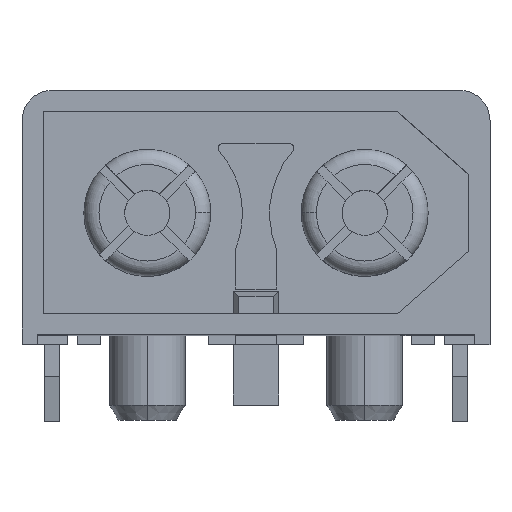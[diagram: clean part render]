
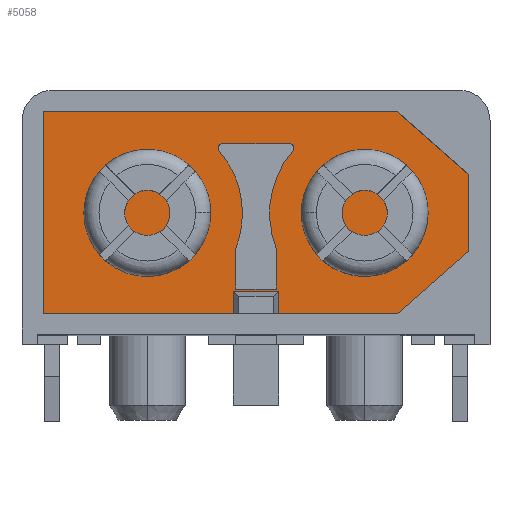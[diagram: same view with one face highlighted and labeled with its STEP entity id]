
A CAD part, top view. The second image highlights one B-rep face of the part: STEP entity #5058.
In plain terms, the highlighted planar face has unit normal (0, 0, 1).
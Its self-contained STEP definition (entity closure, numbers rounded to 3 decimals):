
#35 = ORIENTED_EDGE ( 'NONE', *, *, #3121, .F. ) ;
#50 = VERTEX_POINT ( 'NONE', #6980 ) ;
#77 = DIRECTION ( 'NONE',  ( -1., 0., 0. ) ) ;
#81 = VERTEX_POINT ( 'NONE', #3787 ) ;
#144 = DIRECTION ( 'NONE',  ( 0., 0., -1. ) ) ;
#241 = CIRCLE ( 'NONE', #3814, 0.15 ) ;
#247 = LINE ( 'NONE', #4453, #1874 ) ;
#321 = EDGE_CURVE ( 'NONE', #50, #1352, #4152, .T. ) ;
#341 = EDGE_CURVE ( 'NONE', #4177, #1014, #3631, .T. ) ;
#356 = CARTESIAN_POINT ( 'NONE',  ( 7.05, -1.125, -7.7 ) ) ;
#391 = CARTESIAN_POINT ( 'NONE',  ( 4.688, 3.5, -7.7 ) ) ;
#510 = CARTESIAN_POINT ( 'NONE',  ( 4.688, -3.2, -7.7 ) ) ;
#590 = CARTESIAN_POINT ( 'NONE',  ( 1.251, 2.305, -7.7 ) ) ;
#643 = ORIENTED_EDGE ( 'NONE', *, *, #341, .T. ) ;
#663 = CARTESIAN_POINT ( 'NONE',  ( 1.215, 2.207, -7.7 ) ) ;
#673 = CARTESIAN_POINT ( 'NONE',  ( 0.672, -2.364, -7.7 ) ) ;
#682 = AXIS2_PLACEMENT_3D ( 'NONE', #3275, #6073, #1550 ) ;
#767 = ORIENTED_EDGE ( 'NONE', *, *, #3534, .T. ) ;
#774 = LINE ( 'NONE', #1115, #6007 ) ;
#851 = ORIENTED_EDGE ( 'NONE', *, *, #7115, .F. ) ;
#856 = VECTOR ( 'NONE', #3672, 1000. ) ;
#980 = CARTESIAN_POINT ( 'NONE',  ( -1.101, 2.455, -7.7 ) ) ;
#1014 = VERTEX_POINT ( 'NONE', #6748 ) ;
#1024 = CIRCLE ( 'NONE', #2626, 0.15 ) ;
#1115 = CARTESIAN_POINT ( 'NONE',  ( 4.688, 3.5, -7.7 ) ) ;
#1185 = CARTESIAN_POINT ( 'NONE',  ( -0.672, -2.364, -7.7 ) ) ;
#1234 = ORIENTED_EDGE ( 'NONE', *, *, #321, .T. ) ;
#1290 = VERTEX_POINT ( 'NONE', #980 ) ;
#1352 = VERTEX_POINT ( 'NONE', #2571 ) ;
#1368 = VERTEX_POINT ( 'NONE', #6590 ) ;
#1382 = CARTESIAN_POINT ( 'NONE',  ( -0.672, -2.364, -7.7 ) ) ;
#1550 = DIRECTION ( 'NONE',  ( 1., 0., 0. ) ) ;
#1551 = ORIENTED_EDGE ( 'NONE', *, *, #3077, .F. ) ;
#1626 = EDGE_CURVE ( 'NONE', #2560, #81, #241, .T. ) ;
#1634 = EDGE_LOOP ( 'NONE', ( #3764, #3995, #1234, #767, #6885, #643 ) ) ;
#1651 = CIRCLE ( 'NONE', #5630, 3.15 ) ;
#1791 = DIRECTION ( 'NONE',  ( -1., 0., 0. ) ) ;
#1874 = VECTOR ( 'NONE', #6161, 1000. ) ;
#1971 = CARTESIAN_POINT ( 'NONE',  ( -1.101, 2.305, -7.7 ) ) ;
#2144 = CARTESIAN_POINT ( 'NONE',  ( -0.672, -1.011, -7.7 ) ) ;
#2278 = VECTOR ( 'NONE', #5460, 1000. ) ;
#2344 = CARTESIAN_POINT ( 'NONE',  ( 3.6, 0.15, -7.7 ) ) ;
#2560 = VERTEX_POINT ( 'NONE', #590 ) ;
#2571 = CARTESIAN_POINT ( 'NONE',  ( 7.05, 1.425, -7.7 ) ) ;
#2578 = VECTOR ( 'NONE', #5854, 1000. ) ;
#2607 = EDGE_CURVE ( 'NONE', #6199, #4177, #3215, .T. ) ;
#2626 = AXIS2_PLACEMENT_3D ( 'NONE', #1971, #3152, #3701 ) ;
#2627 = CARTESIAN_POINT ( 'NONE',  ( 0., 0., -7.7 ) ) ;
#2756 = CIRCLE ( 'NONE', #682, 3.15 ) ;
#2887 = CARTESIAN_POINT ( 'NONE',  ( -3.6, 0.15, -7.7 ) ) ;
#2899 = DIRECTION ( 'NONE',  ( 0., 0., -1. ) ) ;
#2929 = CIRCLE ( 'NONE', #5200, 3.15 ) ;
#3077 = EDGE_CURVE ( 'NONE', #81, #1290, #4417, .T. ) ;
#3121 = EDGE_CURVE ( 'NONE', #1290, #1368, #1024, .T. ) ;
#3122 = CARTESIAN_POINT ( 'NONE',  ( -7.05, 3.5, -7.7 ) ) ;
#3127 = ORIENTED_EDGE ( 'NONE', *, *, #4490, .F. ) ;
#3152 = DIRECTION ( 'NONE',  ( 0., 0., 1. ) ) ;
#3164 = VERTEX_POINT ( 'NONE', #5764 ) ;
#3215 = LINE ( 'NONE', #6293, #4517 ) ;
#3275 = CARTESIAN_POINT ( 'NONE',  ( -3.6, 0.15, -7.7 ) ) ;
#3284 = VECTOR ( 'NONE', #5316, 1000. ) ;
#3305 = DIRECTION ( 'NONE',  ( -0.751, 0.66, 0. ) ) ;
#3402 = LINE ( 'NONE', #5485, #2278 ) ;
#3439 = LINE ( 'NONE', #1382, #5466 ) ;
#3477 = DIRECTION ( 'NONE',  ( -1., 0., 0. ) ) ;
#3534 = EDGE_CURVE ( 'NONE', #1352, #6199, #774, .T. ) ;
#3565 = CARTESIAN_POINT ( 'NONE',  ( 1.101, 2.305, -7.7 ) ) ;
#3631 = LINE ( 'NONE', #3122, #6776 ) ;
#3659 = DIRECTION ( 'NONE',  ( 0., 0., 1. ) ) ;
#3668 = VERTEX_POINT ( 'NONE', #663 ) ;
#3672 = DIRECTION ( 'NONE',  ( 0., 1., 0. ) ) ;
#3701 = DIRECTION ( 'NONE',  ( 1., 0., 0. ) ) ;
#3764 = ORIENTED_EDGE ( 'NONE', *, *, #7200, .T. ) ;
#3787 = CARTESIAN_POINT ( 'NONE',  ( 1.101, 2.455, -7.7 ) ) ;
#3814 = AXIS2_PLACEMENT_3D ( 'NONE', #3565, #3659, #6931 ) ;
#3823 = DIRECTION ( 'NONE',  ( -1., 0., 0. ) ) ;
#3865 = ORIENTED_EDGE ( 'NONE', *, *, #5242, .F. ) ;
#3995 = ORIENTED_EDGE ( 'NONE', *, *, #6809, .T. ) ;
#4002 = EDGE_CURVE ( 'NONE', #4524, #5765, #247, .T. ) ;
#4005 = LINE ( 'NONE', #5815, #5077 ) ;
#4044 = FACE_OUTER_BOUND ( 'NONE', #1634, .T. ) ;
#4152 = LINE ( 'NONE', #356, #856 ) ;
#4153 = EDGE_CURVE ( 'NONE', #3164, #3668, #2929, .T. ) ;
#4177 = VERTEX_POINT ( 'NONE', #6427 ) ;
#4386 = CIRCLE ( 'NONE', #5400, 0.15 ) ;
#4417 = LINE ( 'NONE', #6938, #3284 ) ;
#4453 = CARTESIAN_POINT ( 'NONE',  ( -0.672, -2.364, -7.7 ) ) ;
#4490 = EDGE_CURVE ( 'NONE', #1368, #5976, #2756, .T. ) ;
#4517 = VECTOR ( 'NONE', #3477, 1000. ) ;
#4524 = VERTEX_POINT ( 'NONE', #1185 ) ;
#4536 = CARTESIAN_POINT ( 'NONE',  ( 1.101, 2.305, -7.7 ) ) ;
#4798 = AXIS2_PLACEMENT_3D ( 'NONE', #2627, #4953, #3823 ) ;
#4808 = ORIENTED_EDGE ( 'NONE', *, *, #4840, .F. ) ;
#4840 = EDGE_CURVE ( 'NONE', #5079, #4524, #3439, .T. ) ;
#4856 = PLANE ( 'NONE',  #4798 ) ;
#4879 = EDGE_CURVE ( 'NONE', #5765, #3164, #5196, .T. ) ;
#4953 = DIRECTION ( 'NONE',  ( 0., 0., -1. ) ) ;
#5058 = ADVANCED_FACE ( 'NONE', ( #4044, #6767 ), #4856, .F. ) ;
#5066 = VERTEX_POINT ( 'NONE', #510 ) ;
#5077 = VECTOR ( 'NONE', #5849, 1000. ) ;
#5079 = VERTEX_POINT ( 'NONE', #2144 ) ;
#5165 = DIRECTION ( 'NONE',  ( 1., 0., 0. ) ) ;
#5196 = LINE ( 'NONE', #5799, #2578 ) ;
#5200 = AXIS2_PLACEMENT_3D ( 'NONE', #2344, #2899, #1791 ) ;
#5242 = EDGE_CURVE ( 'NONE', #3668, #2560, #4386, .T. ) ;
#5316 = DIRECTION ( 'NONE',  ( -1., 0., 0. ) ) ;
#5400 = AXIS2_PLACEMENT_3D ( 'NONE', #4536, #6811, #77 ) ;
#5427 = ORIENTED_EDGE ( 'NONE', *, *, #4879, .F. ) ;
#5460 = DIRECTION ( 'NONE',  ( 0.751, 0.66, 0. ) ) ;
#5466 = VECTOR ( 'NONE', #6392, 1000. ) ;
#5485 = CARTESIAN_POINT ( 'NONE',  ( 4.688, -3.2, -7.7 ) ) ;
#5630 = AXIS2_PLACEMENT_3D ( 'NONE', #2887, #144, #5165 ) ;
#5764 = CARTESIAN_POINT ( 'NONE',  ( 0.672, -1.011, -7.7 ) ) ;
#5765 = VERTEX_POINT ( 'NONE', #673 ) ;
#5799 = CARTESIAN_POINT ( 'NONE',  ( 0.672, -2.364, -7.7 ) ) ;
#5815 = CARTESIAN_POINT ( 'NONE',  ( -7.05, -3.2, -7.7 ) ) ;
#5849 = DIRECTION ( 'NONE',  ( 1., 0., 0. ) ) ;
#5854 = DIRECTION ( 'NONE',  ( 0., 1., 0. ) ) ;
#5976 = VERTEX_POINT ( 'NONE', #6768 ) ;
#6007 = VECTOR ( 'NONE', #3305, 1000. ) ;
#6073 = DIRECTION ( 'NONE',  ( 0., 0., -1. ) ) ;
#6161 = DIRECTION ( 'NONE',  ( 1., 0., 0. ) ) ;
#6199 = VERTEX_POINT ( 'NONE', #391 ) ;
#6230 = EDGE_LOOP ( 'NONE', ( #35, #1551, #6936, #3865, #6262, #5427, #6633, #4808, #851, #3127 ) ) ;
#6262 = ORIENTED_EDGE ( 'NONE', *, *, #4153, .F. ) ;
#6293 = CARTESIAN_POINT ( 'NONE',  ( 0., 3.5, -7.7 ) ) ;
#6392 = DIRECTION ( 'NONE',  ( 0., -1., 0. ) ) ;
#6427 = CARTESIAN_POINT ( 'NONE',  ( -7.05, 3.5, -7.7 ) ) ;
#6590 = CARTESIAN_POINT ( 'NONE',  ( -1.215, 2.207, -7.7 ) ) ;
#6633 = ORIENTED_EDGE ( 'NONE', *, *, #4002, .F. ) ;
#6748 = CARTESIAN_POINT ( 'NONE',  ( -7.05, -3.2, -7.7 ) ) ;
#6767 = FACE_BOUND ( 'NONE', #6230, .T. ) ;
#6768 = CARTESIAN_POINT ( 'NONE',  ( -0.45, 0.15, -7.7 ) ) ;
#6776 = VECTOR ( 'NONE', #7017, 1000. ) ;
#6809 = EDGE_CURVE ( 'NONE', #5066, #50, #3402, .T. ) ;
#6811 = DIRECTION ( 'NONE',  ( 0., 0., 1. ) ) ;
#6885 = ORIENTED_EDGE ( 'NONE', *, *, #2607, .T. ) ;
#6931 = DIRECTION ( 'NONE',  ( -1., 0., 0. ) ) ;
#6936 = ORIENTED_EDGE ( 'NONE', *, *, #1626, .F. ) ;
#6938 = CARTESIAN_POINT ( 'NONE',  ( 1.101, 2.455, -7.7 ) ) ;
#6980 = CARTESIAN_POINT ( 'NONE',  ( 7.05, -1.125, -7.7 ) ) ;
#7017 = DIRECTION ( 'NONE',  ( 0., -1., 0. ) ) ;
#7115 = EDGE_CURVE ( 'NONE', #5976, #5079, #1651, .T. ) ;
#7200 = EDGE_CURVE ( 'NONE', #1014, #5066, #4005, .T. ) ;
